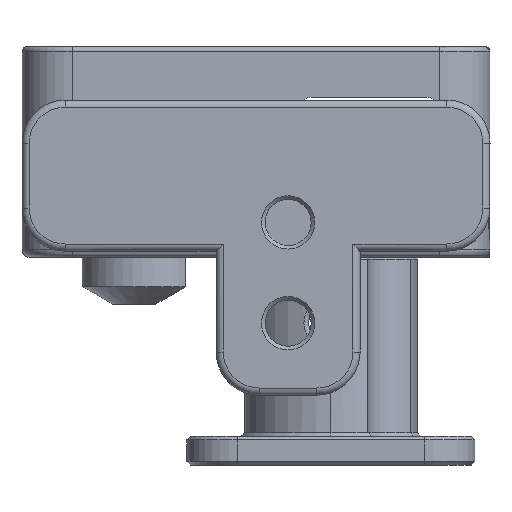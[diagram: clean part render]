
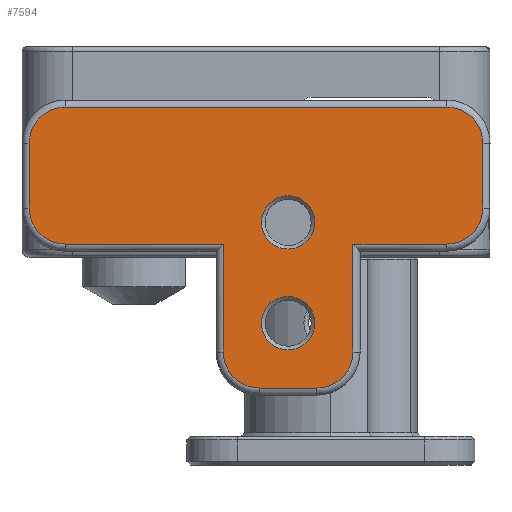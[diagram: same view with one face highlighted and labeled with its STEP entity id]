
A CAD part, left-side view. The second image highlights one B-rep face of the part: STEP entity #7594.
In plain terms, the highlighted face is planar.
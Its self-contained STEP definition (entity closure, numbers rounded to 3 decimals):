
#709=FACE_BOUND('',#1342,.T.);
#710=FACE_BOUND('',#1343,.T.);
#729=PLANE('',#8110);
#858=FACE_OUTER_BOUND('',#1341,.T.);
#1341=EDGE_LOOP('',(#5121,#5122,#5123,#5124,#5125,#5126,#5127,#5128,#5129,
#5130,#5131,#5132,#5133,#5134));
#1342=EDGE_LOOP('',(#5135));
#1343=EDGE_LOOP('',(#5136));
#1844=LINE('',#10905,#2320);
#1845=LINE('',#10909,#2321);
#1846=LINE('',#10913,#2322);
#1847=LINE('',#10917,#2323);
#1848=LINE('',#10921,#2324);
#1849=LINE('',#10923,#2325);
#1850=LINE('',#10927,#2326);
#1851=LINE('',#10930,#2327);
#2320=VECTOR('',#8889,10.);
#2321=VECTOR('',#8892,10.);
#2322=VECTOR('',#8895,10.);
#2323=VECTOR('',#8898,10.);
#2324=VECTOR('',#8901,10.);
#2325=VECTOR('',#8902,10.);
#2326=VECTOR('',#8905,10.);
#2327=VECTOR('',#8908,10.);
#2796=CIRCLE('',#8109,1.85);
#2797=CIRCLE('',#8111,2.5);
#2798=CIRCLE('',#8112,2.5);
#2799=CIRCLE('',#8113,2.5);
#2800=CIRCLE('',#8114,2.5);
#2801=CIRCLE('',#8115,2.5);
#2802=CIRCLE('',#8116,2.5);
#2803=CIRCLE('',#8117,1.85);
#3167=VERTEX_POINT('',#10899);
#3168=VERTEX_POINT('',#10903);
#3169=VERTEX_POINT('',#10904);
#3170=VERTEX_POINT('',#10906);
#3171=VERTEX_POINT('',#10908);
#3172=VERTEX_POINT('',#10910);
#3173=VERTEX_POINT('',#10912);
#3174=VERTEX_POINT('',#10914);
#3175=VERTEX_POINT('',#10916);
#3176=VERTEX_POINT('',#10918);
#3177=VERTEX_POINT('',#10920);
#3178=VERTEX_POINT('',#10922);
#3179=VERTEX_POINT('',#10924);
#3180=VERTEX_POINT('',#10926);
#3181=VERTEX_POINT('',#10928);
#3182=VERTEX_POINT('',#10931);
#3905=EDGE_CURVE('',#3167,#3167,#2796,.T.);
#3906=EDGE_CURVE('',#3168,#3169,#1844,.T.);
#3907=EDGE_CURVE('',#3170,#3168,#2797,.T.);
#3908=EDGE_CURVE('',#3171,#3170,#1845,.T.);
#3909=EDGE_CURVE('',#3172,#3171,#2798,.T.);
#3910=EDGE_CURVE('',#3173,#3172,#1846,.T.);
#3911=EDGE_CURVE('',#3174,#3173,#2799,.T.);
#3912=EDGE_CURVE('',#3175,#3174,#1847,.T.);
#3913=EDGE_CURVE('',#3176,#3175,#2800,.T.);
#3914=EDGE_CURVE('',#3177,#3176,#1848,.T.);
#3915=EDGE_CURVE('',#3178,#3177,#1849,.T.);
#3916=EDGE_CURVE('',#3179,#3178,#2801,.T.);
#3917=EDGE_CURVE('',#3180,#3179,#1850,.T.);
#3918=EDGE_CURVE('',#3181,#3180,#2802,.T.);
#3919=EDGE_CURVE('',#3169,#3181,#1851,.T.);
#3920=EDGE_CURVE('',#3182,#3182,#2803,.T.);
#5121=ORIENTED_EDGE('',*,*,#3906,.F.);
#5122=ORIENTED_EDGE('',*,*,#3907,.F.);
#5123=ORIENTED_EDGE('',*,*,#3908,.F.);
#5124=ORIENTED_EDGE('',*,*,#3909,.F.);
#5125=ORIENTED_EDGE('',*,*,#3910,.F.);
#5126=ORIENTED_EDGE('',*,*,#3911,.F.);
#5127=ORIENTED_EDGE('',*,*,#3912,.F.);
#5128=ORIENTED_EDGE('',*,*,#3913,.F.);
#5129=ORIENTED_EDGE('',*,*,#3914,.F.);
#5130=ORIENTED_EDGE('',*,*,#3915,.F.);
#5131=ORIENTED_EDGE('',*,*,#3916,.F.);
#5132=ORIENTED_EDGE('',*,*,#3917,.F.);
#5133=ORIENTED_EDGE('',*,*,#3918,.F.);
#5134=ORIENTED_EDGE('',*,*,#3919,.F.);
#5135=ORIENTED_EDGE('',*,*,#3920,.F.);
#5136=ORIENTED_EDGE('',*,*,#3905,.F.);
#7594=ADVANCED_FACE('',(#858,#709,#710),#729,.T.);
#8109=AXIS2_PLACEMENT_3D('',#10901,#8885,#8886);
#8110=AXIS2_PLACEMENT_3D('',#10902,#8887,#8888);
#8111=AXIS2_PLACEMENT_3D('',#10907,#8890,#8891);
#8112=AXIS2_PLACEMENT_3D('',#10911,#8893,#8894);
#8113=AXIS2_PLACEMENT_3D('',#10915,#8896,#8897);
#8114=AXIS2_PLACEMENT_3D('',#10919,#8899,#8900);
#8115=AXIS2_PLACEMENT_3D('',#10925,#8903,#8904);
#8116=AXIS2_PLACEMENT_3D('',#10929,#8906,#8907);
#8117=AXIS2_PLACEMENT_3D('',#10932,#8909,#8910);
#8885=DIRECTION('center_axis',(0.,-1.,
0.));
#8886=DIRECTION('ref_axis',(0.,0.,1.));
#8887=DIRECTION('center_axis',(0.,-1.,
0.));
#8888=DIRECTION('ref_axis',(1.,0.,0.));
#8889=DIRECTION('',(-1.,0.,0.));
#8890=DIRECTION('center_axis',(0.,1.,0.));
#8891=DIRECTION('ref_axis',(0.707,0.,-0.707));
#8892=DIRECTION('',(0.,0.,-1.));
#8893=DIRECTION('center_axis',(0.,1.,0.));
#8894=DIRECTION('ref_axis',(0.707,0.,0.707));
#8895=DIRECTION('',(1.,0.,0.));
#8896=DIRECTION('center_axis',(0.,1.,0.));
#8897=DIRECTION('ref_axis',(-0.707,0.,0.707));
#8898=DIRECTION('',(0.,0.,1.));
#8899=DIRECTION('center_axis',(0.,1.,0.));
#8900=DIRECTION('ref_axis',(-0.707,0.,-0.707));
#8901=DIRECTION('',(-1.,0.,0.));
#8902=DIRECTION('',(0.,0.,1.));
#8903=DIRECTION('center_axis',(0.,1.,0.));
#8904=DIRECTION('ref_axis',(-0.707,0.,-0.707));
#8905=DIRECTION('',(-1.,0.,0.));
#8906=DIRECTION('center_axis',(0.,1.,0.));
#8907=DIRECTION('ref_axis',(0.707,0.,-0.707));
#8908=DIRECTION('',(0.,0.,-1.));
#8909=DIRECTION('center_axis',(0.,-1.,
0.));
#8910=DIRECTION('ref_axis',(0.,0.,1.));
#10899=CARTESIAN_POINT('',(136.763,77.375,-34.139));
#10901=CARTESIAN_POINT('Origin',(136.763,77.375,-32.289));
#10902=CARTESIAN_POINT('Origin',(137.701,77.375,-29.039));
#10903=CARTESIAN_POINT('',(147.785,77.375,-33.789));
#10904=CARTESIAN_POINT('',(141.263,77.375,-33.789));
#10905=CARTESIAN_POINT('',(141.601,77.375,-33.789));
#10906=CARTESIAN_POINT('',(150.285,77.375,-31.289));
#10907=CARTESIAN_POINT('Origin',(147.785,77.375,-31.289));
#10908=CARTESIAN_POINT('',(150.285,77.375,-26.789));
#10909=CARTESIAN_POINT('',(150.285,77.375,-30.414));
#10910=CARTESIAN_POINT('',(147.785,77.375,-24.289));
#10911=CARTESIAN_POINT('Origin',(147.785,77.375,-26.789));
#10912=CARTESIAN_POINT('',(121.283,77.375,-24.289));
#10913=CARTESIAN_POINT('',(146.265,77.375,-24.289));
#10914=CARTESIAN_POINT('',(118.783,77.375,-26.789));
#10915=CARTESIAN_POINT('Origin',(121.283,77.375,-26.789));
#10916=CARTESIAN_POINT('',(118.783,77.375,-31.289));
#10917=CARTESIAN_POINT('',(118.783,77.375,-26.914));
#10918=CARTESIAN_POINT('',(121.283,77.375,-33.789));
#10919=CARTESIAN_POINT('Origin',(121.283,77.375,-31.289));
#10920=CARTESIAN_POINT('',(132.264,77.375,-33.789));
#10921=CARTESIAN_POINT('',(141.601,77.375,-33.789));
#10922=CARTESIAN_POINT('',(132.264,77.375,-41.289));
#10923=CARTESIAN_POINT('',(132.264,77.375,-26.414));
#10924=CARTESIAN_POINT('',(134.764,77.375,-43.789));
#10925=CARTESIAN_POINT('Origin',(134.764,77.375,-41.289));
#10926=CARTESIAN_POINT('',(138.763,77.375,-43.789));
#10927=CARTESIAN_POINT('',(135.733,77.375,-43.789));
#10928=CARTESIAN_POINT('',(141.263,77.375,-41.289));
#10929=CARTESIAN_POINT('Origin',(138.763,77.375,-41.289));
#10930=CARTESIAN_POINT('',(141.263,77.375,-31.664));
#10931=CARTESIAN_POINT('',(136.763,77.375,-41.139));
#10932=CARTESIAN_POINT('Origin',(136.763,77.375,-39.289));
